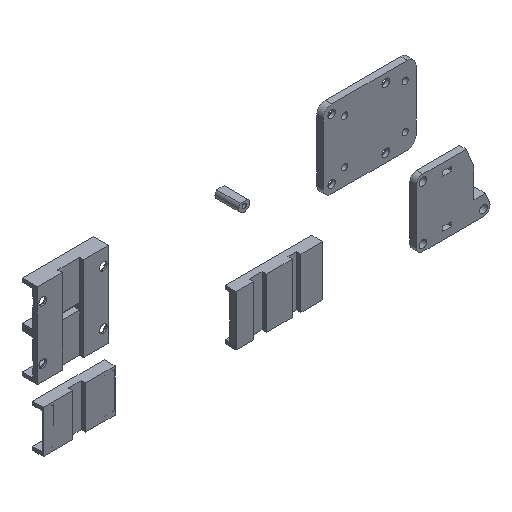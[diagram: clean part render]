
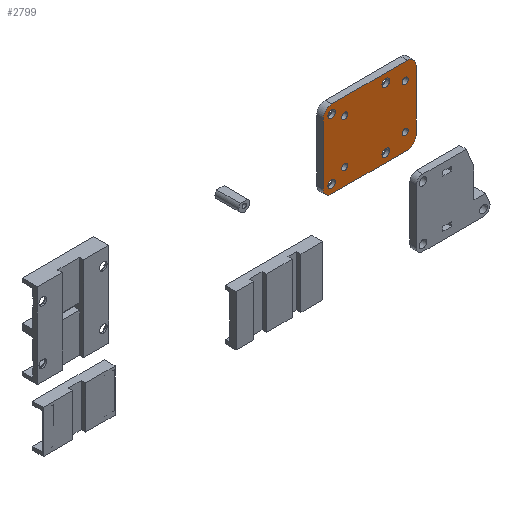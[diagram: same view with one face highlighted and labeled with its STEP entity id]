
A CAD part, isometric view. The second image highlights one B-rep face of the part: STEP entity #2799.
In plain terms, the highlighted planar face has unit normal (0, -1, 0).
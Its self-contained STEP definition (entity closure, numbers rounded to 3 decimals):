
#94=CIRCLE('',#2985,1.75);
#96=CIRCLE('',#2989,1.75);
#98=CIRCLE('',#2993,1.75);
#100=CIRCLE('',#2997,1.75);
#101=CIRCLE('',#2999,1.4);
#102=CIRCLE('',#3001,1.4);
#103=CIRCLE('',#3003,1.4);
#104=CIRCLE('',#3005,1.4);
#105=CIRCLE('',#3008,4.);
#106=CIRCLE('',#3011,4.);
#107=CIRCLE('',#3014,4.);
#108=CIRCLE('',#3017,4.);
#146=FACE_BOUND('',#463,.T.);
#147=FACE_BOUND('',#464,.T.);
#148=FACE_BOUND('',#465,.T.);
#149=FACE_BOUND('',#466,.T.);
#150=FACE_BOUND('',#467,.T.);
#151=FACE_BOUND('',#468,.T.);
#152=FACE_BOUND('',#469,.T.);
#153=FACE_BOUND('',#470,.T.);
#295=FACE_OUTER_BOUND('',#462,.T.);
#462=EDGE_LOOP('',(#2532,#2533,#2534,#2535,#2536,#2537,#2538,#2539));
#463=EDGE_LOOP('',(#2540));
#464=EDGE_LOOP('',(#2541));
#465=EDGE_LOOP('',(#2542));
#466=EDGE_LOOP('',(#2543));
#467=EDGE_LOOP('',(#2544));
#468=EDGE_LOOP('',(#2545));
#469=EDGE_LOOP('',(#2546));
#470=EDGE_LOOP('',(#2547));
#785=LINE('',#4517,#1111);
#789=LINE('',#4526,#1115);
#792=LINE('',#4534,#1118);
#795=LINE('',#4542,#1121);
#1111=VECTOR('',#3711,10.);
#1115=VECTOR('',#3721,10.);
#1118=VECTOR('',#3730,10.);
#1121=VECTOR('',#3739,10.);
#1359=VERTEX_POINT('',#4471);
#1361=VERTEX_POINT('',#4479);
#1363=VERTEX_POINT('',#4487);
#1365=VERTEX_POINT('',#4495);
#1366=VERTEX_POINT('',#4499);
#1367=VERTEX_POINT('',#4503);
#1368=VERTEX_POINT('',#4507);
#1369=VERTEX_POINT('',#4511);
#1370=VERTEX_POINT('',#4515);
#1371=VERTEX_POINT('',#4516);
#1372=VERTEX_POINT('',#4521);
#1373=VERTEX_POINT('',#4525);
#1374=VERTEX_POINT('',#4529);
#1375=VERTEX_POINT('',#4533);
#1376=VERTEX_POINT('',#4537);
#1377=VERTEX_POINT('',#4541);
#1731=EDGE_CURVE('',#1359,#1359,#94,.T.);
#1735=EDGE_CURVE('',#1361,#1361,#96,.T.);
#1739=EDGE_CURVE('',#1363,#1363,#98,.T.);
#1743=EDGE_CURVE('',#1365,#1365,#100,.T.);
#1745=EDGE_CURVE('',#1366,#1366,#101,.T.);
#1747=EDGE_CURVE('',#1367,#1367,#102,.T.);
#1749=EDGE_CURVE('',#1368,#1368,#103,.T.);
#1751=EDGE_CURVE('',#1369,#1369,#104,.T.);
#1752=EDGE_CURVE('',#1370,#1371,#785,.T.);
#1755=EDGE_CURVE('',#1372,#1371,#105,.T.);
#1757=EDGE_CURVE('',#1373,#1372,#789,.T.);
#1759=EDGE_CURVE('',#1374,#1373,#106,.T.);
#1761=EDGE_CURVE('',#1375,#1374,#792,.T.);
#1763=EDGE_CURVE('',#1376,#1375,#107,.T.);
#1765=EDGE_CURVE('',#1377,#1376,#795,.T.);
#1767=EDGE_CURVE('',#1370,#1377,#108,.T.);
#2532=ORIENTED_EDGE('',*,*,#1767,.F.);
#2533=ORIENTED_EDGE('',*,*,#1752,.T.);
#2534=ORIENTED_EDGE('',*,*,#1755,.F.);
#2535=ORIENTED_EDGE('',*,*,#1757,.F.);
#2536=ORIENTED_EDGE('',*,*,#1759,.F.);
#2537=ORIENTED_EDGE('',*,*,#1761,.F.);
#2538=ORIENTED_EDGE('',*,*,#1763,.F.);
#2539=ORIENTED_EDGE('',*,*,#1765,.F.);
#2540=ORIENTED_EDGE('',*,*,#1751,.F.);
#2541=ORIENTED_EDGE('',*,*,#1735,.F.);
#2542=ORIENTED_EDGE('',*,*,#1749,.F.);
#2543=ORIENTED_EDGE('',*,*,#1747,.F.);
#2544=ORIENTED_EDGE('',*,*,#1745,.F.);
#2545=ORIENTED_EDGE('',*,*,#1739,.F.);
#2546=ORIENTED_EDGE('',*,*,#1731,.F.);
#2547=ORIENTED_EDGE('',*,*,#1743,.F.);
#2657=PLANE('',#3018);
#2799=ADVANCED_FACE('',(#295,#146,#147,#148,#149,#150,#151,#152,#153),#2657,
 .F.);
#2985=AXIS2_PLACEMENT_3D('',#4473,#3657,#3658);
#2989=AXIS2_PLACEMENT_3D('',#4481,#3667,#3668);
#2993=AXIS2_PLACEMENT_3D('',#4489,#3677,#3678);
#2997=AXIS2_PLACEMENT_3D('',#4497,#3687,#3688);
#2999=AXIS2_PLACEMENT_3D('',#4501,#3692,#3693);
#3001=AXIS2_PLACEMENT_3D('',#4505,#3697,#3698);
#3003=AXIS2_PLACEMENT_3D('',#4509,#3702,#3703);
#3005=AXIS2_PLACEMENT_3D('',#4513,#3707,#3708);
#3008=AXIS2_PLACEMENT_3D('',#4522,#3716,#3717);
#3011=AXIS2_PLACEMENT_3D('',#4530,#3725,#3726);
#3014=AXIS2_PLACEMENT_3D('',#4538,#3734,#3735);
#3017=AXIS2_PLACEMENT_3D('',#4545,#3743,#3744);
#3018=AXIS2_PLACEMENT_3D('',#4546,#3745,#3746);
#3657=DIRECTION('center_axis',(0.,-1.,0.));
#3658=DIRECTION('ref_axis',(1.,0.,0.));
#3667=DIRECTION('center_axis',(0.,-1.,0.));
#3668=DIRECTION('ref_axis',(1.,0.,0.));
#3677=DIRECTION('center_axis',(0.,-1.,0.));
#3678=DIRECTION('ref_axis',(1.,0.,0.));
#3687=DIRECTION('center_axis',(0.,-1.,0.));
#3688=DIRECTION('ref_axis',(1.,0.,0.));
#3692=DIRECTION('center_axis',(0.,-1.,0.));
#3693=DIRECTION('ref_axis',(1.,0.,0.));
#3697=DIRECTION('center_axis',(0.,-1.,0.));
#3698=DIRECTION('ref_axis',(1.,0.,0.));
#3702=DIRECTION('center_axis',(0.,-1.,0.));
#3703=DIRECTION('ref_axis',(1.,0.,0.));
#3707=DIRECTION('center_axis',(0.,-1.,0.));
#3708=DIRECTION('ref_axis',(1.,0.,0.));
#3711=DIRECTION('',(1.,0.,0.));
#3716=DIRECTION('center_axis',(0.,1.,0.));
#3717=DIRECTION('ref_axis',(1.,0.,0.));
#3721=DIRECTION('',(0.,0.,-1.));
#3725=DIRECTION('center_axis',(0.,1.,0.));
#3726=DIRECTION('ref_axis',(1.,0.,0.));
#3730=DIRECTION('',(1.,0.,0.));
#3734=DIRECTION('center_axis',(0.,1.,0.));
#3735=DIRECTION('ref_axis',(1.,0.,0.));
#3739=DIRECTION('',(0.,0.,1.));
#3743=DIRECTION('center_axis',(0.,1.,0.));
#3744=DIRECTION('ref_axis',(1.,0.,0.));
#3745=DIRECTION('center_axis',(0.,1.,0.));
#3746=DIRECTION('ref_axis',(1.,0.,0.));
#4471=CARTESIAN_POINT('',(50.451,0.,57.678));
#4473=CARTESIAN_POINT('Origin',(52.201,0.,57.678));
#4479=CARTESIAN_POINT('',(50.451,0.,29.678));
#4481=CARTESIAN_POINT('Origin',(52.201,0.,29.678));
#4487=CARTESIAN_POINT('',(25.451,0.,29.678));
#4489=CARTESIAN_POINT('Origin',(27.201,0.,29.678));
#4495=CARTESIAN_POINT('',(25.451,0.,57.678));
#4497=CARTESIAN_POINT('Origin',(27.201,0.,57.678));
#4499=CARTESIAN_POINT('',(31.801,0.,33.428));
#4501=CARTESIAN_POINT('Origin',(33.201,0.,33.428));
#4503=CARTESIAN_POINT('',(59.801,0.,53.928));
#4505=CARTESIAN_POINT('Origin',(61.201,0.,53.928));
#4507=CARTESIAN_POINT('',(31.801,0.,53.928));
#4509=CARTESIAN_POINT('Origin',(33.201,0.,53.928));
#4511=CARTESIAN_POINT('',(59.801,0.,33.428));
#4513=CARTESIAN_POINT('Origin',(61.201,0.,33.428));
#4515=CARTESIAN_POINT('',(27.201,0.,25.678));
#4516=CARTESIAN_POINT('',(62.201,0.,25.678));
#4517=CARTESIAN_POINT('',(52.201,0.,25.678));
#4521=CARTESIAN_POINT('',(66.201,0.,29.678));
#4522=CARTESIAN_POINT('Origin',(62.201,0.,29.678));
#4525=CARTESIAN_POINT('',(66.201,0.,57.678));
#4526=CARTESIAN_POINT('',(66.201,0.,57.678));
#4529=CARTESIAN_POINT('',(62.201,0.,61.678));
#4530=CARTESIAN_POINT('Origin',(62.201,0.,57.678));
#4533=CARTESIAN_POINT('',(27.201,0.,61.678));
#4534=CARTESIAN_POINT('',(27.201,0.,61.678));
#4537=CARTESIAN_POINT('',(23.201,0.,57.678));
#4538=CARTESIAN_POINT('Origin',(27.201,0.,57.678));
#4541=CARTESIAN_POINT('',(23.201,0.,29.678));
#4542=CARTESIAN_POINT('',(23.201,0.,29.678));
#4545=CARTESIAN_POINT('Origin',(27.201,0.,29.678));
#4546=CARTESIAN_POINT('Origin',(44.701,0.,43.678));
